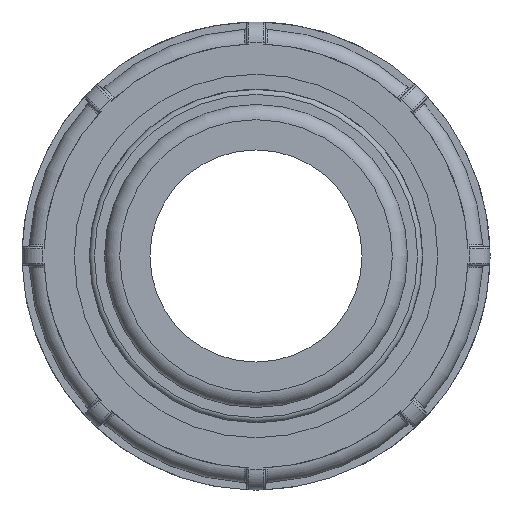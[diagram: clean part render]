
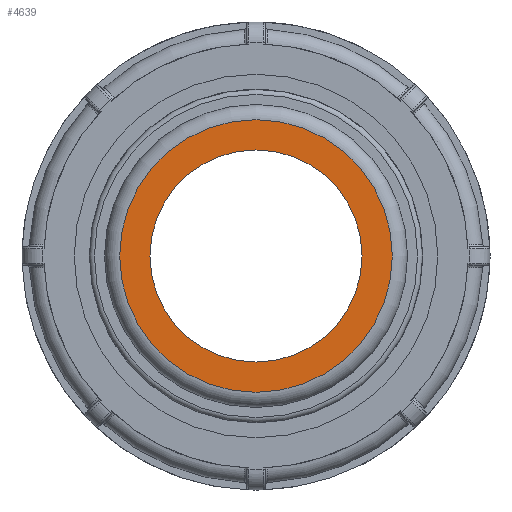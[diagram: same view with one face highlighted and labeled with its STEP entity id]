
A CAD part, left-side view. The second image highlights one B-rep face of the part: STEP entity #4639.
In plain terms, the highlighted planar face has unit normal (-1, 0, 0).
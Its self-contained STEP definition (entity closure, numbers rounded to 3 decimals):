
#62=FACE_BOUND('',#741,.T.);
#148=PLANE('',#5167);
#452=FACE_OUTER_BOUND('',#740,.T.);
#740=EDGE_LOOP('',(#4239));
#741=EDGE_LOOP('',(#4240));
#1729=CIRCLE('',#5165,26.826);
#1731=CIRCLE('',#5168,20.865);
#2166=VERTEX_POINT('',#9463);
#2168=VERTEX_POINT('',#9468);
#2858=EDGE_CURVE('',#2166,#2166,#1729,.T.);
#2860=EDGE_CURVE('',#2168,#2168,#1731,.T.);
#4239=ORIENTED_EDGE('',*,*,#2858,.F.);
#4240=ORIENTED_EDGE('',*,*,#2860,.T.);
#4639=ADVANCED_FACE('',(#452,#62),#148,.T.);
#5165=AXIS2_PLACEMENT_3D('',#9464,#6509,#6510);
#5167=AXIS2_PLACEMENT_3D('',#9467,#6513,#6514);
#5168=AXIS2_PLACEMENT_3D('',#9469,#6515,#6516);
#6509=DIRECTION('center_axis',(1.,0.,0.));
#6510=DIRECTION('ref_axis',(0.,-1.,0.));
#6513=DIRECTION('center_axis',(-1.,0.,0.));
#6514=DIRECTION('ref_axis',(0.,0.,1.));
#6515=DIRECTION('center_axis',(1.,0.,0.));
#6516=DIRECTION('ref_axis',(0.,0.,-1.));
#9463=CARTESIAN_POINT('',(-158.5,26.826,0.));
#9464=CARTESIAN_POINT('Origin',(-158.5,0.,0.));
#9467=CARTESIAN_POINT('Origin',(-158.5,29.807,0.));
#9468=CARTESIAN_POINT('',(-158.5,20.865,0.));
#9469=CARTESIAN_POINT('Origin',(-158.5,0.,0.));
